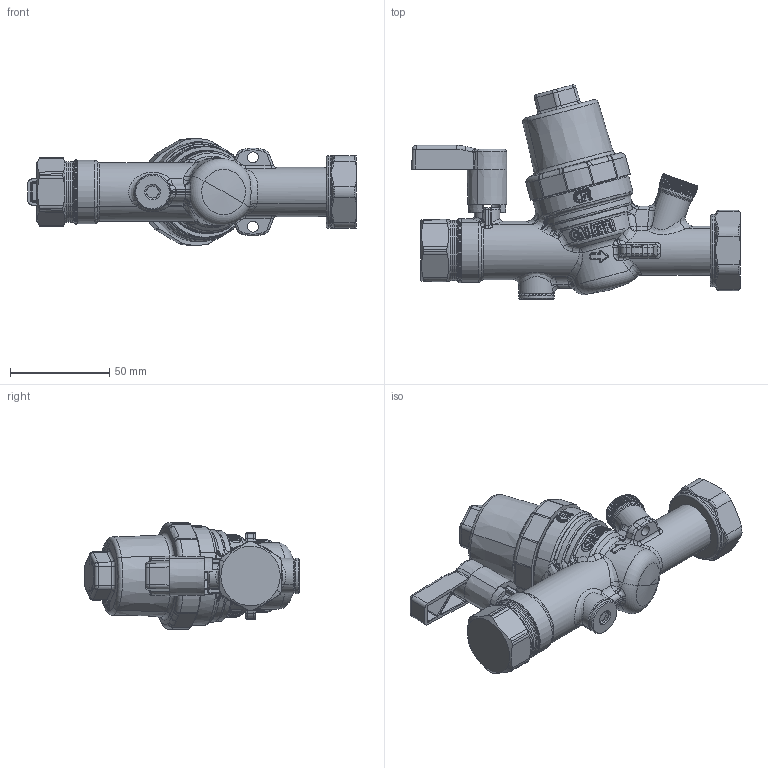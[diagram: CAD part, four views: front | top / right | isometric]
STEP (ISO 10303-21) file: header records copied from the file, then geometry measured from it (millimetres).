
FILE_DESCRIPTION(('CATIA V5 STEP Exchange','CAx-IF Rec.Pracs.--- Model Styling and Organization---1.4--- 2014-01-23','CAx-IF Rec.Pracs.---3D Tessellated Data Validation Properties---0.5---2014-09-14'),'2;1');
FILE_NAME('STEP_539050H_-_TST.stp','2021-06-01T14:15:51+00:00',('none'),('none'),'CATIA Version 5-6 Release 2019 SP3','CATIA V5 STEP AP242 v1','none');
FILE_SCHEMA(('AP242_MANAGED_MODEL_BASED_3D_ENGINEERING_MIM_LF {1 0 10303 442 1 1 4}'));
Products named in the file (1): 539050H - TST
Bounding box: 165.8 x 108.15 x 53.84 mm (x, y, z)
Volume: 245980.4 mm3; surface area: 39391.4 mm2
Topology: 2 solids, 4 shells, 2555 faces, 6329 edges, 3618 vertices
Faces by surface type: bspline 1184, plane 603, cylinder 432, sphere 139, torus 97, cone 95, extrusion 5
Entity records: 133060 total; most frequent: CARTESIAN_POINT 86380, ORIENTED_EDGE 12242, EDGE_CURVE 6121, DIRECTION 4602, VERTEX_POINT 3618, B_SPLINE_CURVE_WITH_KNOTS 3608, EDGE_LOOP 2605, ADVANCED_FACE 2555
